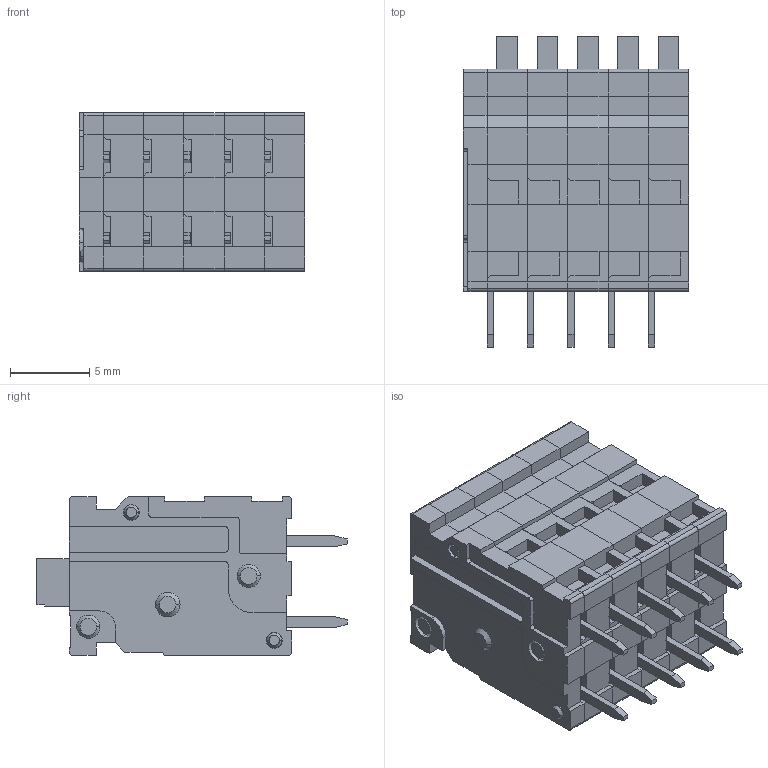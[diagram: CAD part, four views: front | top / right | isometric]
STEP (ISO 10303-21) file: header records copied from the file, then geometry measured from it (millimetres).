
FILE_DESCRIPTION (( 'STEP AP214' ), '1' );
FILE_NAME ('CUI_DEVICES_TBL009V-254-05GY-2GY.step', '2019-11-27T12:30:54', ( '' ), ( '' ), 'SwSTEP 2.0', 'SolidWorks 2019', '' );
FILE_SCHEMA (( 'AUTOMOTIVE_DESIGN' ));
Length unit declared in the file: millimetre
Products named in the file (4): CUI_DEVICES_TBL009V-254-05GY-2GY; TBL009V-254 - END CAP_Gray; TBL009V-254 - PUSH BUTTON_Gray; TBL009V-254 - BODY_Gray
Assembly tree (11 placements, depth 2):
  CUI_DEVICES_TBL009V-254-05GY-2GY
    TBL009V-254 - END CAP_Gray
    TBL009V-254 - BODY_Gray  x5
    TBL009V-254 - PUSH BUTTON_Gray  x5
Bounding box: 14.2 x 19.55 x 10 mm (x, y, z)
Volume: 1725.4 mm3; surface area: 3116.7 mm2
Topology: 11 solids, 11 shells, 936 faces, 2497 edges, 1613 vertices
Faces by surface type: plane 647, cylinder 179, cone 60, torus 50
Entity records: 11180 total; most frequent: CARTESIAN_POINT 1563, ORIENTED_EDGE 1394, DIRECTION 1344, EDGE_CURVE 697, LINE 524, VECTOR 524, VERTEX_POINT 453, AXIS2_PLACEMENT_3D 410
